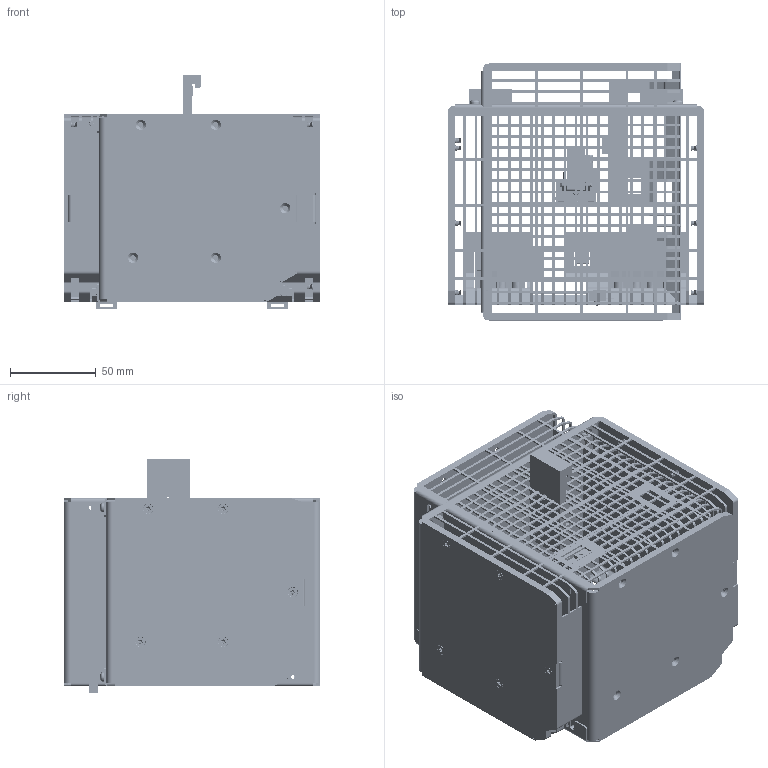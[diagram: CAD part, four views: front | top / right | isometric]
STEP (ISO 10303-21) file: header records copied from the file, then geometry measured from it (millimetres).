
FILE_DESCRIPTION( ( 'Unknown' ), '1' );
FILE_NAME( 'TSPC-480.stp', 'Unknown', ( 'Unknown' ), ( 'Unknown' ), 'PSStep 13.0', 'Unknown', ' ' );
FILE_SCHEMA( ( 'AUTOMOTIVE_DESIGN { 1 0 10303 214 1 1 1 1 }' ) );
Length unit declared in the file: millimetre
Products named in the file (15): Assem1; 24500045-SCREW; 21500023-LED; 22200016-POT; 24500023-SCREW; 23500358-CONNECTOR; 23300014-SWITCH; 23500356-CONNECTOR; 24300124-HOOK; 24300126-LATCH; 24500067-SCREW; 80008000-SO-M3-4; 24600264-CHASSIS; 24600265-HOOD; 1714971
Bounding box: 150 x 150 x 137 mm (x, y, z)
Volume: 320730.9 mm3; surface area: 347779.9 mm2
Topology: 44 solids, 44 shells, 5442 faces, 14924 edges, 9621 vertices
Faces by surface type: plane 3680, cylinder 1128, cone 544, torus 73, bspline 12, sphere 5
Full cylindrical faces by diameter (mm): 0.457 x7, 0.5 x10, 1.2 x4, 1.25 x4, 1.3 x12, 1.6 x2, 2 x5, 2.186 x30, 2.387 x2, 2.4 x8, 2.454 x143, 2.9 x20, 3 x134, 3.2 x20, 3.5 x2, 3.88 x2, 4 x44, 4.093 x4, 4.2 x6, 4.22 x16, 5 x14, 5.2 x12, 5.4 x4, 5.6 x16, 8 x3
Entity records: 89349 total; most frequent: CARTESIAN_POINT 13249, ORIENTED_EDGE 11868, DIRECTION 11169, EDGE_CURVE 5934, LINE 4951, VECTOR 4951, VERTEX_POINT 4021, AXIS2_PLACEMENT_3D 3109
